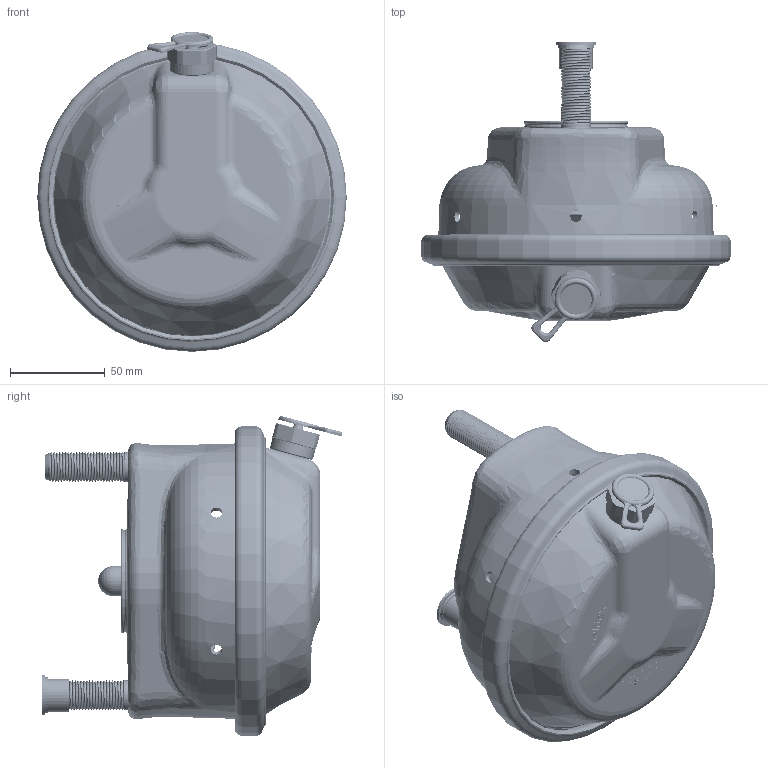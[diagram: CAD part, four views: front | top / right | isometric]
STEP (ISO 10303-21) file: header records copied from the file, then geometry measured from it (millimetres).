
FILE_DESCRIPTION((''),'2;1');
FILE_NAME('125160004_ASM','2018-05-31T',('gkotha'),('Haldex Brake Products'),'CREO PARAMETRIC BY PTC INC, 2015290','CREO PARAMETRIC BY PTC INC, 2015290','');
FILE_SCHEMA(('AUTOMOTIVE_DESIGN { 1 0 10303 214 1 1 1 1 }'));
Length unit declared in the file: millimetre
Products named in the file (24): 201025-FB; 018003109; N-15656-EB_ASM; 200350-AA; 600724-D_AF0; 600724-D_AF1; 202030_ASM; 300555_AF0; 016361809; 016369119; 003609119_ASM; 015105109; 015105209; 013059709_KC; 209016_AF0; 027059509_KC; 022024519_AF0; 028041409; 9999053; 9999052; 102469-V; 201123-AD_DELETE_AF0; 9999322; 125160004_ASM
Assembly tree (25 placements, depth 3):
  125160004_ASM
    N-15656-EB_ASM
      201025-FB
      018003109
    202030_ASM
      200350-AA
      600724-D_AF0
      600724-D_AF1
    300555_AF0
    003609119_ASM
      016361809
      016369119
    015105109  x3
    015105209
    013059709_KC
    209016_AF0
    027059509_KC
    022024519_AF0
    028041409
    9999053
    9999052
    102469-V
    201123-AD_DELETE_AF0
    9999322
Bounding box: 163.58 x 159.06 x 168.99 mm (x, y, z)
Volume: 459017.5 mm3; surface area: 327817.8 mm2
Topology: 49 solids, 49 shells, 3121 faces, 8262 edges, 5342 vertices
Faces by surface type: plane 2088, cylinder 432, bspline 276, torus 181, cone 132, sphere 12
Entity records: 189021 total; most frequent: CARTESIAN_POINT 85197, ORIENTED_EDGE 16468, DIRECTION 14292, EDGE_CURVE 8234, PRESENTATION_STYLE_ASSIGNMENT 7127, STYLED_ITEM 7091, CURVE_STYLE 7046, VECTOR 6076
